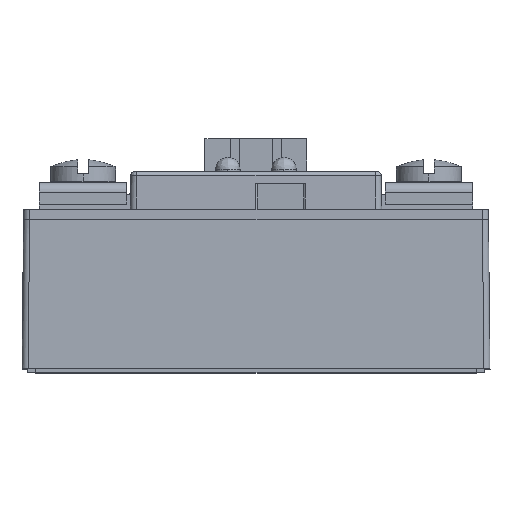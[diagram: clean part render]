
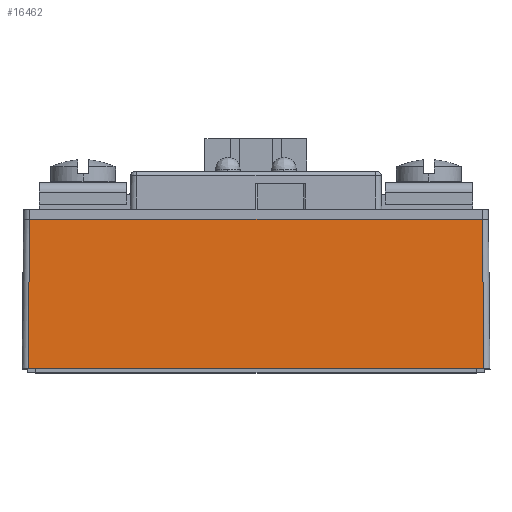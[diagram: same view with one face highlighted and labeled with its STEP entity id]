
A CAD part, top view. The second image highlights one B-rep face of the part: STEP entity #16462.
In plain terms, the highlighted planar face has unit normal (0, 0.031, 1).
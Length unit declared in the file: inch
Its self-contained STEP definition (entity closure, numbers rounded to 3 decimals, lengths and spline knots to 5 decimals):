
#413 = EDGE_CURVE ( 'NONE', #6078, #23960, #5462, .T. ) ;
#1378 = DIRECTION ( 'NONE',  ( 0., 1., -0.031 ) ) ;
#2071 = CARTESIAN_POINT ( 'NONE',  ( 1.81149, 0.93411, 1.22867 ) ) ;
#2212 = AXIS2_PLACEMENT_3D ( 'NONE', #36034, #18789, #1378 ) ;
#4177 = PLANE ( 'NONE',  #2212 ) ;
#4495 = EDGE_LOOP ( 'NONE', ( #37089, #34067, #33304, #36797 ) ) ;
#4775 = DIRECTION ( 'NONE',  ( -0.01, 0.999, -0.031 ) ) ;
#5462 = LINE ( 'NONE', #5813, #23883 ) ;
#5813 = CARTESIAN_POINT ( 'NONE',  ( 1.81906, 0.19911, 1.25119 ) ) ;
#6078 = VERTEX_POINT ( 'NONE', #18281 ) ;
#6237 = CARTESIAN_POINT ( 'NONE',  ( -0.4211, 0.19911, 1.25119 ) ) ;
#8350 = VERTEX_POINT ( 'NONE', #6237 ) ;
#9204 = CARTESIAN_POINT ( 'NONE',  ( -0.41353, 0.93411, 1.22867 ) ) ;
#9626 = CARTESIAN_POINT ( 'NONE',  ( -0.41353, 0.93411, 1.22867 ) ) ;
#9828 = DIRECTION ( 'NONE',  ( 1., 0., 0. ) ) ;
#11271 = EDGE_CURVE ( 'NONE', #8350, #6078, #13362, .T. ) ;
#12344 = VECTOR ( 'NONE', #26619, 39.37008 ) ;
#13260 = LINE ( 'NONE', #17900, #12344 ) ;
#13362 = LINE ( 'NONE', #21407, #37280 ) ;
#13885 = EDGE_CURVE ( 'NONE', #23960, #23216, #13260, .T. ) ;
#16462 = ADVANCED_FACE ( 'NONE', ( #33834 ), #4177, .T. ) ;
#17900 = CARTESIAN_POINT ( 'NONE',  ( 1.8325, 0.93411, 1.22867 ) ) ;
#18281 = CARTESIAN_POINT ( 'NONE',  ( 1.81906, 0.19911, 1.25119 ) ) ;
#18789 = DIRECTION ( 'NONE',  ( 0., 0.031, 1. ) ) ;
#20637 = DIRECTION ( 'NONE',  ( -0.01, -0.999, 0.031 ) ) ;
#21407 = CARTESIAN_POINT ( 'NONE',  ( 1.8325, 0.19911, 1.25119 ) ) ;
#22178 = EDGE_CURVE ( 'NONE', #23216, #8350, #24411, .T. ) ;
#23216 = VERTEX_POINT ( 'NONE', #9626 ) ;
#23883 = VECTOR ( 'NONE', #4775, 39.37008 ) ;
#23960 = VERTEX_POINT ( 'NONE', #2071 ) ;
#24411 = LINE ( 'NONE', #9204, #36098 ) ;
#26619 = DIRECTION ( 'NONE',  ( -1., 0., 0. ) ) ;
#33304 = ORIENTED_EDGE ( 'NONE', *, *, #11271, .T. ) ;
#33834 = FACE_OUTER_BOUND ( 'NONE', #4495, .T. ) ;
#34067 = ORIENTED_EDGE ( 'NONE', *, *, #22178, .T. ) ;
#36034 = CARTESIAN_POINT ( 'NONE',  ( 1.8325, 0.19911, 1.25119 ) ) ;
#36098 = VECTOR ( 'NONE', #20637, 39.37008 ) ;
#36797 = ORIENTED_EDGE ( 'NONE', *, *, #413, .T. ) ;
#37089 = ORIENTED_EDGE ( 'NONE', *, *, #13885, .T. ) ;
#37280 = VECTOR ( 'NONE', #9828, 39.37008 ) ;
